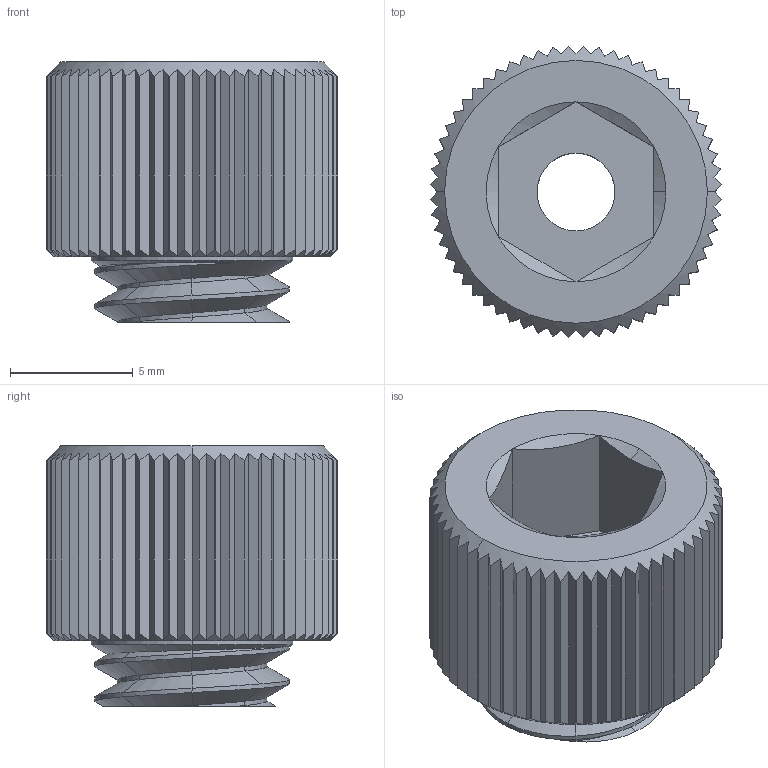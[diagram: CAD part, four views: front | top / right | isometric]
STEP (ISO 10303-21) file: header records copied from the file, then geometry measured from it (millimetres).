
FILE_DESCRIPTION(('CATIA V5 STEP Exchange','CAx-IF Rec.Pracs.--- Model Styling and Organization---1.4--- 2014-01-23','CAx-IF Rec.Pracs.---3D Tessellated Data Validation Properties---0.5---2014-09-14'),'2;1');
FILE_NAME('plug 2.stp','2025-05-01T22:01:10+00:00',('none'),('none'),'CATIA Version 5-6 Release 2019 SP6','CATIA V5 STEP AP242 v1','none');
FILE_SCHEMA(('AP242_MANAGED_MODEL_BASED_3D_ENGINEERING_MIM_LF {1 0 10303 442 1 1 4}'));
Length unit declared in the file: millimetre
Products named in the file (1): 92196A576_18-8 Stainless Steel Socket Head Screw
Bounding box: 11.89 x 11.89 x 10.6 mm (x, y, z)
Volume: 733 mm3; surface area: 832.1 mm2
Topology: 1 solids, 1 shells, 316 faces, 771 edges, 459 vertices
Faces by surface type: plane 130, cone 71, cylinder 69, bspline 46
Entity records: 9017 total; most frequent: CARTESIAN_POINT 3186, ORIENTED_EDGE 1542, EDGE_CURVE 771, DIRECTION 686, VERTEX_POINT 459, AXIS2_PLACEMENT_3D 343, EDGE_LOOP 320, ADVANCED_FACE 316
